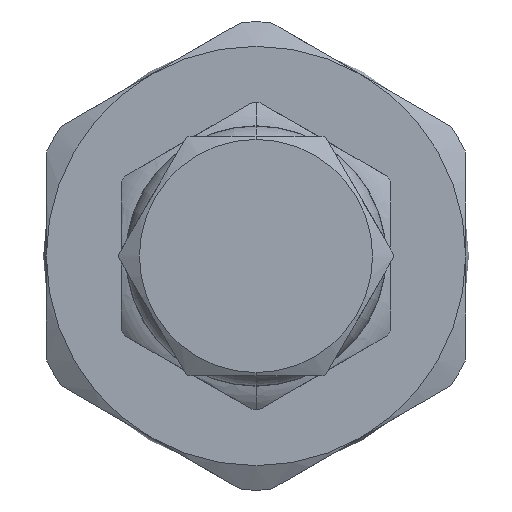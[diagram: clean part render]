
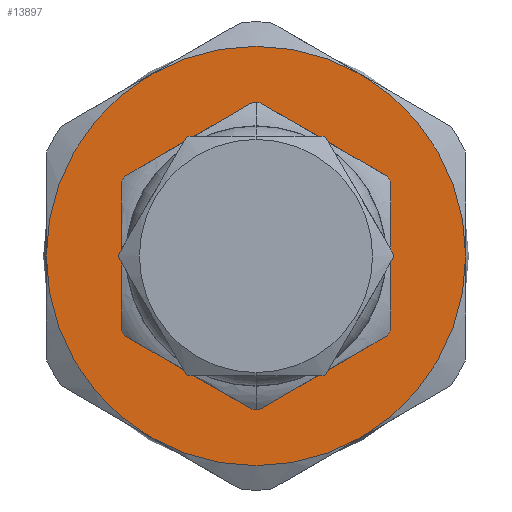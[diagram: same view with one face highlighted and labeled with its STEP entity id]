
A CAD part, left-side view. The second image highlights one B-rep face of the part: STEP entity #13897.
In plain terms, the highlighted planar face has unit normal (-1, 0, 0).
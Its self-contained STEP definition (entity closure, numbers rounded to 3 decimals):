
#1633 = CARTESIAN_POINT ( 'NONE',  ( 0., 0., 0. ) ) ;
#1634 = DIRECTION ( 'NONE',  ( -1., 0., 0. ) ) ;
#1635 = DIRECTION ( 'NONE',  ( 0., -1., 0. ) ) ;
#1850 = CARTESIAN_POINT ( 'NONE',  ( 0., 0., 0. ) ) ;
#1851 = DIRECTION ( 'NONE',  ( -1., 0., 0. ) ) ;
#1852 = DIRECTION ( 'NONE',  ( 0., -1., 0. ) ) ;
#2119 = CARTESIAN_POINT ( 'NONE',  ( 0., 0., 0. ) ) ;
#2120 = DIRECTION ( 'NONE',  ( -1., 0., 0. ) ) ;
#2121 = DIRECTION ( 'NONE',  ( 0., -1., 0. ) ) ;
#3231 = CARTESIAN_POINT ( 'NONE',  ( 0., 0., 0. ) ) ;
#3232 = DIRECTION ( 'NONE',  ( -1., 0., 0. ) ) ;
#3233 = DIRECTION ( 'NONE',  ( 0., -1., 0. ) ) ;
#3562 = CARTESIAN_POINT ( 'NONE',  ( 0., 0., 0. ) ) ;
#3563 = DIRECTION ( 'NONE',  ( 1., 0., 0. ) ) ;
#3564 = DIRECTION ( 'NONE',  ( 0., 0., -1. ) ) ;
#3856 = CARTESIAN_POINT ( 'NONE',  ( 0., 0., 0. ) ) ;
#3857 = DIRECTION ( 'NONE',  ( 1., 0., 0. ) ) ;
#3858 = DIRECTION ( 'NONE',  ( 0., 0., -1. ) ) ;
#3894 = CARTESIAN_POINT ( 'NONE',  ( 0., -11.11, 0. ) ) ;
#3903 = CARTESIAN_POINT ( 'NONE',  ( 0., -5.555, 9.622 ) ) ;
#3905 = CARTESIAN_POINT ( 'NONE',  ( 0., 5.555, 9.622 ) ) ;
#3916 = CARTESIAN_POINT ( 'NONE',  ( 0., 5.555, -9.622 ) ) ;
#3936 = CARTESIAN_POINT ( 'NONE',  ( 0., -5.555, -9.622 ) ) ;
#3960 = CARTESIAN_POINT ( 'NONE',  ( 0., 11.11, 0. ) ) ;
#4110 = CARTESIAN_POINT ( 'NONE',  ( 0., 0., 6.875 ) ) ;
#6651 = AXIS2_PLACEMENT_3D ( 'NONE', #3856, #3857, #3858 ) ;
#6864 = AXIS2_PLACEMENT_3D ( 'NONE', #11803, #11804, #11805 ) ;
#6927 = AXIS2_PLACEMENT_3D ( 'NONE', #11416, #11417, #11418 ) ;
#6958 = AXIS2_PLACEMENT_3D ( 'NONE', #2119, #2120, #2121 ) ;
#6986 = AXIS2_PLACEMENT_3D ( 'NONE', #1850, #1851, #1852 ) ;
#6994 = AXIS2_PLACEMENT_3D ( 'NONE', #1633, #1634, #1635 ) ;
#7043 = AXIS2_PLACEMENT_3D ( 'NONE', #3562, #3563, #3564 ) ;
#7081 = AXIS2_PLACEMENT_3D ( 'NONE', #3231, #3232, #3233 ) ;
#7457 = AXIS2_PLACEMENT_3D ( 'NONE', #8034, #8036, #8037 ) ;
#8032 = PLANE ( 'NONE',  #7457 ) ;
#8034 = CARTESIAN_POINT ( 'NONE',  ( 0., -22.22, 0. ) ) ;
#8036 = DIRECTION ( 'NONE',  ( -1., 0., 0. ) ) ;
#8037 = DIRECTION ( 'NONE',  ( 0., -1., 0. ) ) ;
#8720 = CARTESIAN_POINT ( 'NONE',  ( 0., 0., -6.875 ) ) ;
#8744 = EDGE_CURVE ( 'NONE', #13385, #13207, #16413, .T. ) ;
#9206 = CIRCLE ( 'NONE', #6864, 11.11 ) ;
#9303 = CIRCLE ( 'NONE', #6927, 11.11 ) ;
#9413 = VERTEX_POINT ( 'NONE', #3903 ) ;
#9414 = VERTEX_POINT ( 'NONE', #3894 ) ;
#9441 = VERTEX_POINT ( 'NONE', #3905 ) ;
#9455 = CIRCLE ( 'NONE', #6958, 11.11 ) ;
#9512 = VERTEX_POINT ( 'NONE', #3916 ) ;
#9556 = ORIENTED_EDGE ( 'NONE', *, *, #14900, .T. ) ;
#9572 = VERTEX_POINT ( 'NONE', #3936 ) ;
#9578 = CIRCLE ( 'NONE', #6986, 11.11 ) ;
#9643 = CIRCLE ( 'NONE', #6994, 11.11 ) ;
#9788 = ORIENTED_EDGE ( 'NONE', *, *, #8744, .T. ) ;
#9914 = ORIENTED_EDGE ( 'NONE', *, *, #14838, .T. ) ;
#9928 = ORIENTED_EDGE ( 'NONE', *, *, #15019, .T. ) ;
#9997 = VERTEX_POINT ( 'NONE', #3960 ) ;
#10010 = CIRCLE ( 'NONE', #7043, 6.875 ) ;
#10050 = CIRCLE ( 'NONE', #7081, 11.11 ) ;
#10106 = ORIENTED_EDGE ( 'NONE', *, *, #15543, .T. ) ;
#10177 = ORIENTED_EDGE ( 'NONE', *, *, #15623, .T. ) ;
#10397 = ORIENTED_EDGE ( 'NONE', *, *, #15038, .T. ) ;
#10425 = ORIENTED_EDGE ( 'NONE', *, *, #15073, .T. ) ;
#11416 = CARTESIAN_POINT ( 'NONE',  ( 0., 0., 0. ) ) ;
#11417 = DIRECTION ( 'NONE',  ( -1., 0., 0. ) ) ;
#11418 = DIRECTION ( 'NONE',  ( 0., -1., 0. ) ) ;
#11803 = CARTESIAN_POINT ( 'NONE',  ( 0., 0., 0. ) ) ;
#11804 = DIRECTION ( 'NONE',  ( -1., 0., 0. ) ) ;
#11805 = DIRECTION ( 'NONE',  ( 0., -1., 0. ) ) ;
#13207 = VERTEX_POINT ( 'NONE', #4110 ) ;
#13385 = VERTEX_POINT ( 'NONE', #8720 ) ;
#13897 = ADVANCED_FACE ( 'NONE', ( #16858, #16857 ), #8032, .T. ) ;
#14838 = EDGE_CURVE ( 'NONE', #9441, #9997, #10050, .T. ) ;
#14900 = EDGE_CURVE ( 'NONE', #13207, #13385, #10010, .T. ) ;
#15019 = EDGE_CURVE ( 'NONE', #9997, #9512, #9643, .T. ) ;
#15038 = EDGE_CURVE ( 'NONE', #9413, #9441, #9578, .T. ) ;
#15073 = EDGE_CURVE ( 'NONE', #9414, #9413, #9455, .T. ) ;
#15543 = EDGE_CURVE ( 'NONE', #9572, #9414, #9303, .T. ) ;
#15623 = EDGE_CURVE ( 'NONE', #9512, #9572, #9206, .T. ) ;
#16413 = CIRCLE ( 'NONE', #6651, 6.875 ) ;
#16857 = FACE_BOUND ( 'NONE', #17746, .T. ) ;
#16858 = FACE_OUTER_BOUND ( 'NONE', #17635, .T. ) ;
#17635 = EDGE_LOOP ( 'NONE', ( #10106, #10425, #10397, #9914, #9928, #10177 ) ) ;
#17746 = EDGE_LOOP ( 'NONE', ( #9556, #9788 ) ) ;
